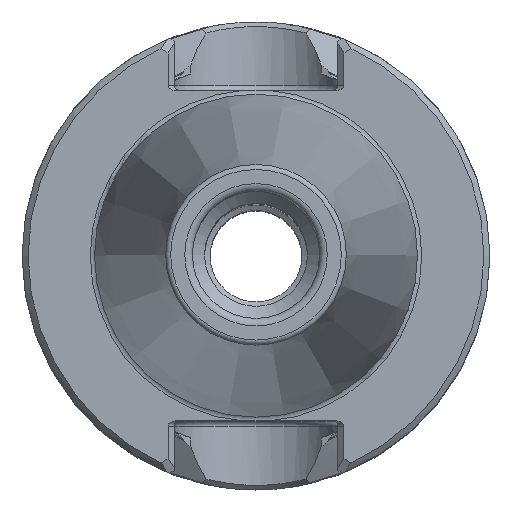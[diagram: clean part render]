
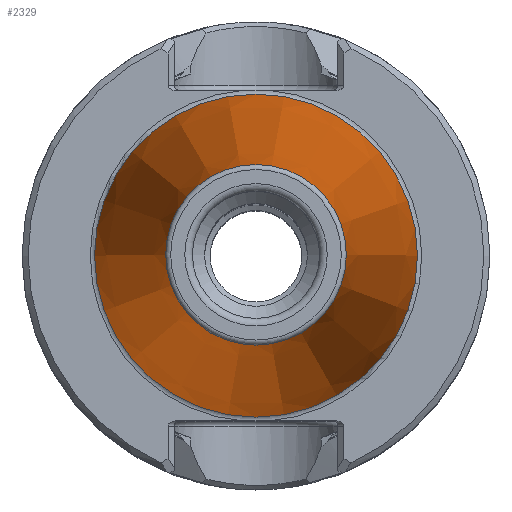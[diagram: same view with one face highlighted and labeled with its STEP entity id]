
A CAD part, top view. The second image highlights one B-rep face of the part: STEP entity #2329.
In plain terms, the highlighted conical face has half-angle 8.297 degrees and reference radius 8.879 mm.
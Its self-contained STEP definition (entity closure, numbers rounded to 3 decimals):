
#290=CONICAL_SURFACE('',#2484,8.879,0.145);
#378=ORIENTED_EDGE('',*,*,#780,.T.);
#379=ORIENTED_EDGE('',*,*,#779,.F.);
#779=EDGE_CURVE('',#998,#998,#1157,.T.);
#780=EDGE_CURVE('',#999,#999,#1158,.T.);
#998=VERTEX_POINT('',#3181);
#999=VERTEX_POINT('',#3184);
#1157=CIRCLE('',#2483,8.879);
#1158=CIRCLE('',#2485,15.876);
#1271=EDGE_LOOP('',(#378));
#1272=EDGE_LOOP('',(#379));
#1427=FACE_BOUND('',#1271,.T.);
#1428=FACE_BOUND('',#1272,.T.);
#2329=ADVANCED_FACE('',(#1427,#1428),#290,.T.);
#2483=AXIS2_PLACEMENT_3D('',#3180,#2764,#2765);
#2484=AXIS2_PLACEMENT_3D('',#3182,#2766,#2767);
#2485=AXIS2_PLACEMENT_3D('',#3183,#2768,#2769);
#2764=DIRECTION('',(0.,0.,1.));
#2765=DIRECTION('',(1.,0.,0.));
#2766=DIRECTION('',(0.,0.,-1.));
#2767=DIRECTION('',(-1.,0.,0.));
#2768=DIRECTION('',(0.,0.,1.));
#2769=DIRECTION('',(1.,0.,0.));
#3180=CARTESIAN_POINT('',(0.,0.,47.972));
#3181=CARTESIAN_POINT('',(8.879,0.,47.972));
#3182=CARTESIAN_POINT('',(0.,0.,47.972));
#3183=CARTESIAN_POINT('',(0.,0.,-0.009));
#3184=CARTESIAN_POINT('',(15.876,0.,-0.009));
